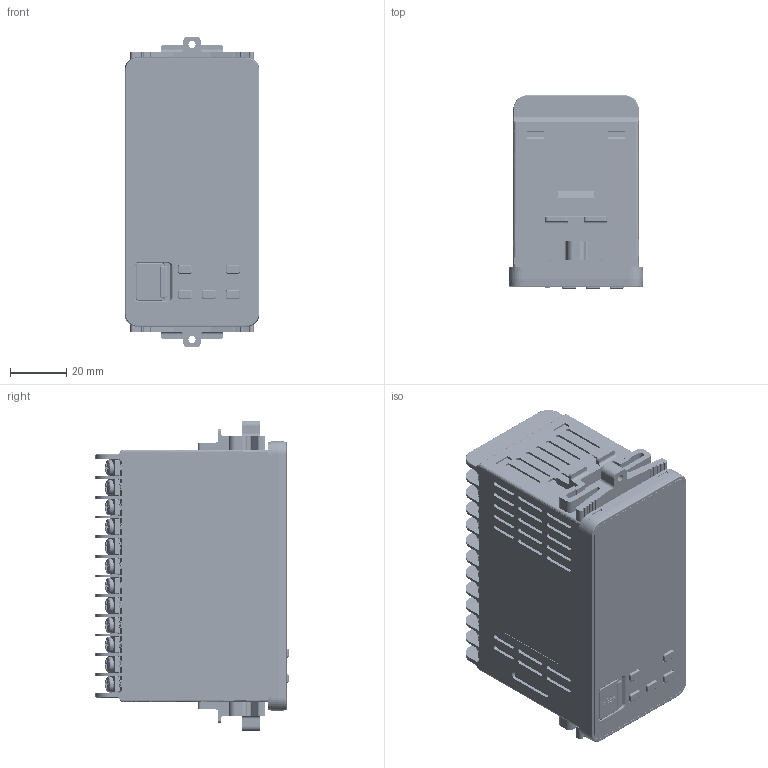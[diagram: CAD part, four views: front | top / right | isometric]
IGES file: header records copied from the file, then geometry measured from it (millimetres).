
Start section: SolidWorks IGES file using analytic representation for surfaces
Global section: file name: PD520.IGS; native system: SolidWorks 2021; preprocessor: SolidWorks 2021; author: sewen; date: 220408.094514; units: millimetre
Bounding box: 48 x 68.74 x 110.6 mm (x, y, z)
Surface area: 88398.7 mm2 (no closed solid volume)
Topology: 0 solids, 0 shells, 6717 faces, 61548 edges, 61529 vertices
Faces by surface type: bspline 5294, revolution 1423
